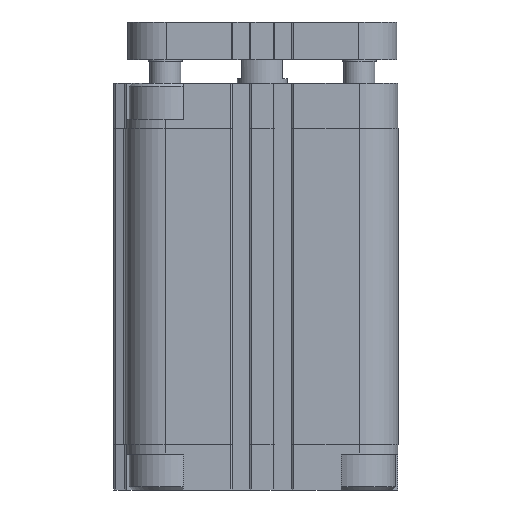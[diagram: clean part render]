
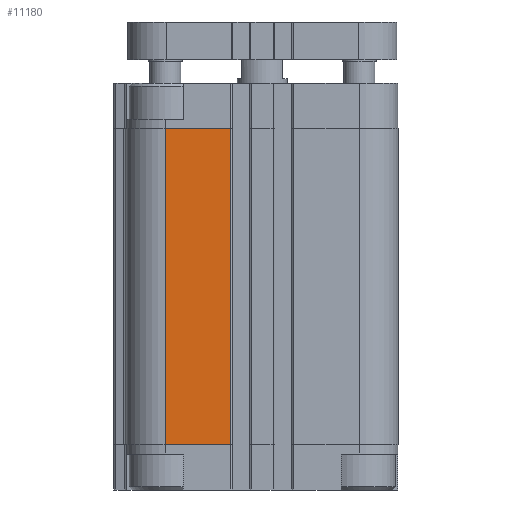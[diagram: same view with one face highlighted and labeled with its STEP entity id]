
A CAD part, left-side view. The second image highlights one B-rep face of the part: STEP entity #11180.
In plain terms, the highlighted face is planar.
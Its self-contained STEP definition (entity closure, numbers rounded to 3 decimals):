
#2005=ORIENTED_EDGE('',*,*,#4953,.F.);
#2006=ORIENTED_EDGE('',*,*,#4981,.F.);
#2007=ORIENTED_EDGE('',*,*,#4639,.T.);
#2008=ORIENTED_EDGE('',*,*,#4982,.T.);
#4639=EDGE_CURVE('',#6275,#6274,#7247,.T.);
#4953=EDGE_CURVE('',#6468,#6469,#7475,.T.);
#4981=EDGE_CURVE('',#6275,#6468,#7492,.T.);
#4982=EDGE_CURVE('',#6274,#6469,#7493,.T.);
#6274=VERTEX_POINT('',#17228);
#6275=VERTEX_POINT('',#17230);
#6468=VERTEX_POINT('',#17848);
#6469=VERTEX_POINT('',#17850);
#7247=LINE('',#17229,#8247);
#7475=LINE('',#17849,#8475);
#7492=LINE('',#17905,#8492);
#7493=LINE('',#17907,#8493);
#8247=VECTOR('',#13291,1000.);
#8475=VECTOR('',#13915,1000.);
#8492=VECTOR('',#13984,1000.);
#8493=VECTOR('',#13987,1000.);
#9187=EDGE_LOOP('',(#2005,#2006,#2007,#2008));
#9993=FACE_BOUND('',#9187,.T.);
#10722=PLANE('',#12037);
#11180=ADVANCED_FACE('',(#9993),#10722,.T.);
#12037=AXIS2_PLACEMENT_3D('',#17906,#13985,#13986);
#13291=DIRECTION('',(0.,1.,0.));
#13915=DIRECTION('',(0.,1.,0.));
#13984=DIRECTION('',(0.,0.,1.));
#13985=DIRECTION('',(1.,0.,0.));
#13986=DIRECTION('',(0.,0.,-1.));
#13987=DIRECTION('',(0.,0.,1.));
#17228=CARTESIAN_POINT('',(43.5,-10.05,-115.5));
#17229=CARTESIAN_POINT('',(43.5,-31.,-115.5));
#17230=CARTESIAN_POINT('',(43.5,-31.,-115.5));
#17848=CARTESIAN_POINT('',(43.5,-31.,-14.5));
#17849=CARTESIAN_POINT('',(43.5,-31.,-14.5));
#17850=CARTESIAN_POINT('',(43.5,-10.05,-14.5));
#17905=CARTESIAN_POINT('',(43.5,-31.,-115.5));
#17906=CARTESIAN_POINT('',(43.5,-31.,-115.5));
#17907=CARTESIAN_POINT('',(43.5,-10.05,-115.5));
